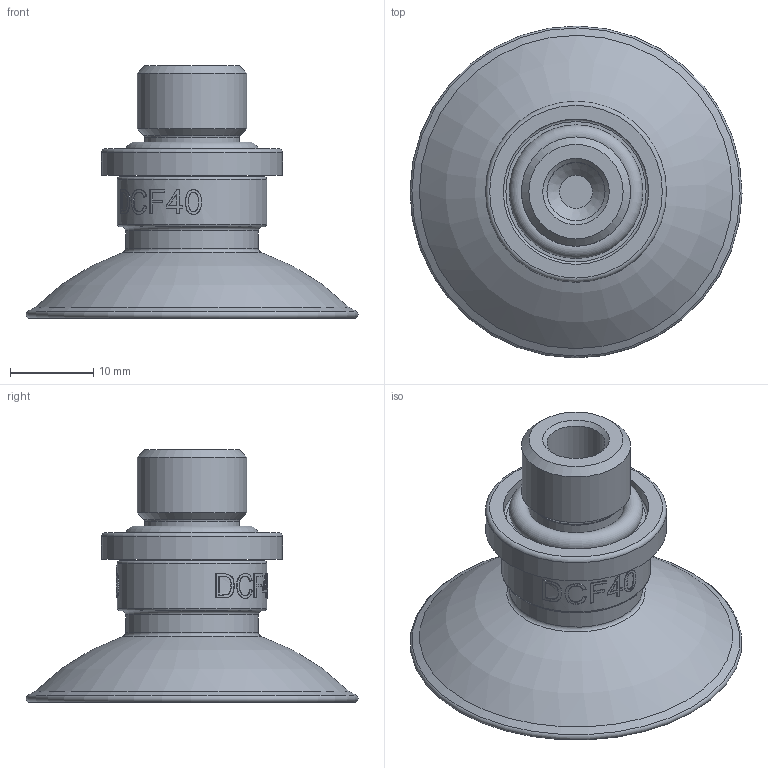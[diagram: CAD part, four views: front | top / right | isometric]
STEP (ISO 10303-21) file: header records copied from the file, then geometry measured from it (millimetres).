
FILE_DESCRIPTION(/* description */ ('Unknown'),/* implementation_level */ '2;1');
FILE_NAME(/* name */ 'SE-0418890',/* time_stamp */ '2018-02-09T11:14:12+01:00',/* author */ ('Unknown'),/* organization */ ('Unknown'),/* preprocessor_version */ 'ST-DEVELOPER v16.7',/* originating_system */ 'DEX',/* authorisation */ $);
FILE_SCHEMA (('AUTOMOTIVE_DESIGN {1 0 10303 214 3 1 1}'));
Length unit declared in the file: millimetre
Products named in the file (1): SE-0418890
Bounding box: 39.98 x 39.98 x 30.43 mm (x, y, z)
Volume: 10314.9 mm3; surface area: 5270.1 mm2
Topology: 1 solids, 2 shells, 211 faces, 541 edges, 358 vertices
Faces by surface type: cylinder 99, plane 62, bspline 32, torus 13, cone 5
Full cylindrical faces by diameter (mm): 4 x1, 7 x1, 10.5 x1, 11.4 x2, 13.157 x1, 16 x1, 17.5 x1, 18 x1, 21.8 x1
Entity records: 9946 total; most frequent: CARTESIAN_POINT 4086, ORIENTED_EDGE 1000, DIRECTION 662, EDGE_CURVE 500, VERTEX_POINT 347, B_SPLINE_CURVE_WITH_KNOTS 295, AXIS2_PLACEMENT_3D 277, EDGE_LOOP 267
